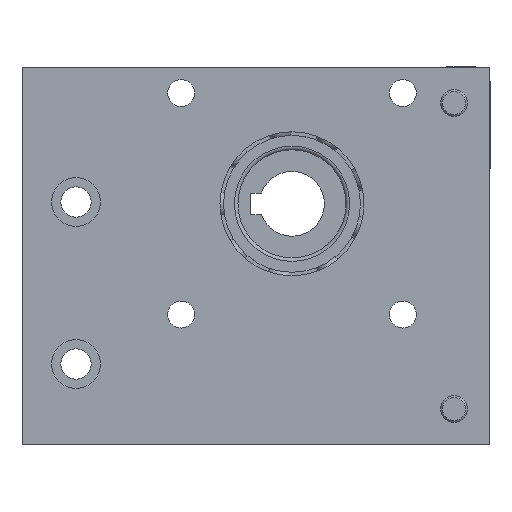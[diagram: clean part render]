
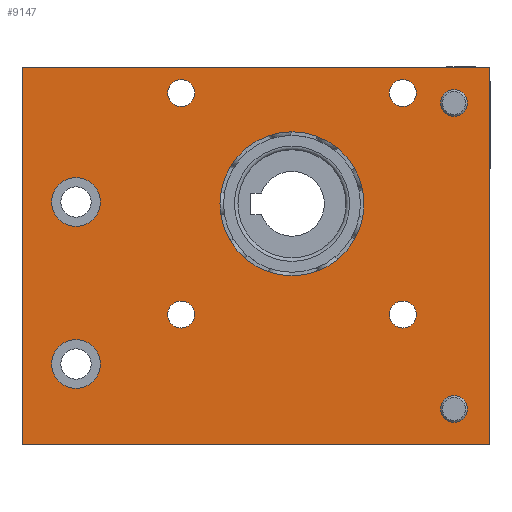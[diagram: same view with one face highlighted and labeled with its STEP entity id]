
A CAD part, left-side view. The second image highlights one B-rep face of the part: STEP entity #9147.
In plain terms, the highlighted face is planar.
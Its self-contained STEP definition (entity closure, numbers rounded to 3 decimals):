
#850=LINE($,#13081,#1264);
#853=LINE($,#13087,#1267);
#855=LINE($,#13090,#1269);
#856=LINE($,#13092,#1270);
#1264=VECTOR($,#10759,105.);
#1267=VECTOR($,#10764,105.);
#1269=VECTOR($,#10768,130.);
#1270=VECTOR($,#10771,130.);
#1662=PLANE($,#9715);
#1930=FACE_BOUND($,#2598,.T.);
#1931=FACE_BOUND($,#2599,.T.);
#1932=FACE_BOUND($,#2600,.T.);
#1933=FACE_BOUND($,#2601,.T.);
#1934=FACE_BOUND($,#2602,.T.);
#1935=FACE_BOUND($,#2603,.T.);
#1936=FACE_BOUND($,#2604,.T.);
#1937=FACE_BOUND($,#2605,.T.);
#1938=FACE_BOUND($,#2606,.T.);
#1939=FACE_BOUND($,#2607,.T.);
#2598=EDGE_LOOP($,(#6179));
#2599=EDGE_LOOP($,(#6180));
#2600=EDGE_LOOP($,(#6181));
#2601=EDGE_LOOP($,(#6182));
#2602=EDGE_LOOP($,(#6183));
#2603=EDGE_LOOP($,(#6184));
#2604=EDGE_LOOP($,(#6185));
#2605=EDGE_LOOP($,(#6186));
#2606=EDGE_LOOP($,(#6187));
#2607=EDGE_LOOP($,(#6188,#6189,#6190,#6191));
#3187=CIRCLE($,#9663,3.75);
#3189=CIRCLE($,#9666,3.75);
#3191=CIRCLE($,#9669,3.75);
#3193=CIRCLE($,#9672,3.75);
#3194=CIRCLE($,#9674,3.75);
#3196=CIRCLE($,#9677,3.75);
#3200=CIRCLE($,#9683,6.75);
#3204=CIRCLE($,#9690,6.75);
#3206=CIRCLE($,#9694,20.);
#3602=VERTEX_POINT($,#12952);
#3604=VERTEX_POINT($,#12957);
#3606=VERTEX_POINT($,#12962);
#3608=VERTEX_POINT($,#12967);
#3609=VERTEX_POINT($,#12970);
#3611=VERTEX_POINT($,#12975);
#3615=VERTEX_POINT($,#12985);
#3619=VERTEX_POINT($,#12996);
#3621=VERTEX_POINT($,#13002);
#3647=VERTEX_POINT($,#13078);
#3648=VERTEX_POINT($,#13080);
#3649=VERTEX_POINT($,#13084);
#3650=VERTEX_POINT($,#13086);
#4601=EDGE_CURVE($,#3602,#3602,#3187,.T.);
#4603=EDGE_CURVE($,#3604,#3604,#3189,.T.);
#4605=EDGE_CURVE($,#3606,#3606,#3191,.T.);
#4607=EDGE_CURVE($,#3608,#3608,#3193,.T.);
#4608=EDGE_CURVE($,#3609,#3609,#3194,.T.);
#4610=EDGE_CURVE($,#3611,#3611,#3196,.T.);
#4614=EDGE_CURVE($,#3615,#3615,#3200,.T.);
#4618=EDGE_CURVE($,#3619,#3619,#3204,.T.);
#4620=EDGE_CURVE($,#3621,#3621,#3206,.T.);
#4658=EDGE_CURVE($,#3647,#3648,#850,.T.);
#4661=EDGE_CURVE($,#3649,#3650,#853,.T.);
#4663=EDGE_CURVE($,#3648,#3649,#855,.T.);
#4664=EDGE_CURVE($,#3650,#3647,#856,.T.);
#6179=ORIENTED_EDGE($,*,*,#4601,.T.);
#6180=ORIENTED_EDGE($,*,*,#4603,.T.);
#6181=ORIENTED_EDGE($,*,*,#4605,.T.);
#6182=ORIENTED_EDGE($,*,*,#4607,.T.);
#6183=ORIENTED_EDGE($,*,*,#4608,.T.);
#6184=ORIENTED_EDGE($,*,*,#4610,.T.);
#6185=ORIENTED_EDGE($,*,*,#4614,.T.);
#6186=ORIENTED_EDGE($,*,*,#4618,.T.);
#6187=ORIENTED_EDGE($,*,*,#4620,.T.);
#6188=ORIENTED_EDGE($,*,*,#4664,.F.);
#6189=ORIENTED_EDGE($,*,*,#4661,.F.);
#6190=ORIENTED_EDGE($,*,*,#4663,.F.);
#6191=ORIENTED_EDGE($,*,*,#4658,.F.);
#9147=ADVANCED_FACE($,(#1930,#1931,#1932,#1933,#1934,#1935,#1936,#1937,
#1938,#1939),#1662,.F.);
#9663=AXIS2_PLACEMENT_3D($,#12953,#10628,#10629);
#9666=AXIS2_PLACEMENT_3D($,#12958,#10634,#10635);
#9669=AXIS2_PLACEMENT_3D($,#12963,#10640,#10641);
#9672=AXIS2_PLACEMENT_3D($,#12968,#10646,#10647);
#9674=AXIS2_PLACEMENT_3D($,#12971,#10650,#10651);
#9677=AXIS2_PLACEMENT_3D($,#12976,#10656,#10657);
#9683=AXIS2_PLACEMENT_3D($,#12986,#10668,#10669);
#9690=AXIS2_PLACEMENT_3D($,#12997,#10682,#10683);
#9694=AXIS2_PLACEMENT_3D($,#13003,#10690,#10691);
#9715=AXIS2_PLACEMENT_3D($,#13093,#10772,#10773);
#10628=DIRECTION('center_axis',(0.,0.,1.));
#10629=DIRECTION('ref_axis',(0.,1.,0.));
#10634=DIRECTION('center_axis',(0.,0.,1.));
#10635=DIRECTION('ref_axis',(-1.,0.,0.));
#10640=DIRECTION('center_axis',(0.,0.,1.));
#10641=DIRECTION('ref_axis',(0.,-1.,0.));
#10646=DIRECTION('center_axis',(0.,0.,1.));
#10647=DIRECTION('ref_axis',(1.,0.,0.));
#10650=DIRECTION('center_axis',(0.,0.,1.));
#10651=DIRECTION('ref_axis',(-1.,0.,0.));
#10656=DIRECTION('center_axis',(0.,0.,1.));
#10657=DIRECTION('ref_axis',(-1.,0.,0.));
#10668=DIRECTION('center_axis',(0.,0.,1.));
#10669=DIRECTION('ref_axis',(-1.,0.,0.));
#10682=DIRECTION('center_axis',(0.,0.,1.));
#10683=DIRECTION('ref_axis',(-1.,0.,0.));
#10690=DIRECTION('center_axis',(0.,0.,1.));
#10691=DIRECTION('ref_axis',(-1.,0.,0.));
#10759=DIRECTION($,(0.,1.,0.));
#10764=DIRECTION($,(0.,-1.,0.));
#10768=DIRECTION($,(-1.,0.,0.));
#10771=DIRECTION($,(1.,0.,0.));
#10772=DIRECTION('center_axis',(0.,0.,1.));
#10773=DIRECTION('ref_axis',(1.,0.,0.));
#12952=CARTESIAN_POINT('',(85.759,39.991,0.));
#12953=CARTESIAN_POINT('Origin',(85.759,36.241,0.));
#12957=CARTESIAN_POINT('',(82.009,97.759,0.));
#12958=CARTESIAN_POINT('Origin',(85.759,97.759,0.));
#12962=CARTESIAN_POINT('',(24.241,94.009,0.));
#12963=CARTESIAN_POINT('Origin',(24.241,97.759,0.));
#12967=CARTESIAN_POINT('',(27.991,36.241,0.));
#12968=CARTESIAN_POINT('Origin',(24.241,36.241,0.));
#12970=CARTESIAN_POINT('',(6.25,10.,0.));
#12971=CARTESIAN_POINT('Origin',(10.,10.,0.));
#12975=CARTESIAN_POINT('',(6.25,95.,0.));
#12976=CARTESIAN_POINT('Origin',(10.,95.,0.));
#12985=CARTESIAN_POINT('',(108.25,67.5,0.));
#12986=CARTESIAN_POINT('Origin',(115.,67.5,0.));
#12996=CARTESIAN_POINT('',(108.25,22.5,0.));
#12997=CARTESIAN_POINT('Origin',(115.,22.5,0.));
#13002=CARTESIAN_POINT('',(75.,67.,0.));
#13003=CARTESIAN_POINT('Origin',(55.,67.,0.));
#13078=CARTESIAN_POINT('',(130.,0.,0.));
#13080=CARTESIAN_POINT('',(130.,105.,0.));
#13081=CARTESIAN_POINT($,(130.,0.,0.));
#13084=CARTESIAN_POINT('',(0.,105.,0.));
#13086=CARTESIAN_POINT('',(0.,0.,0.));
#13087=CARTESIAN_POINT($,(0.,105.,0.));
#13090=CARTESIAN_POINT($,(130.,105.,0.));
#13092=CARTESIAN_POINT($,(0.,0.,0.));
#13093=CARTESIAN_POINT('Origin',(65.,52.5,0.));
